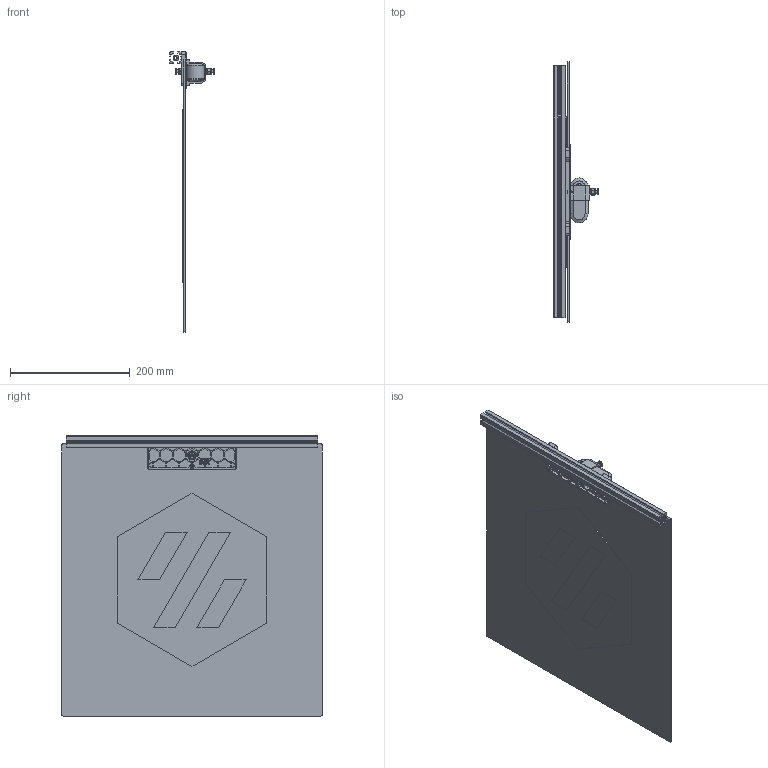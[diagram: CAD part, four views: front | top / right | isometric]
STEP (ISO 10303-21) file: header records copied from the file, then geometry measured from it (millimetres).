
FILE_DESCRIPTION(/* description */ (''),/* implementation_level */ '2;1');
FILE_NAME(/* name */ 'Exhaust_cover_SFS.step',/* time_stamp */ '2021-11-19T18:30:19+00:00',/* author */ (''),/* organization */ (''),/* preprocessor_version */ 'ST-DEVELOPER v18.1',/* originating_system */ 'Autodesk Translation Framework v10.10.0.1391',/* authorisation */ '');
FILE_SCHEMA (('AUTOMOTIVE_DESIGN { 1 0 10303 214 3 1 1 }'));
Length unit declared in the file: millimetre
Products named in the file (15): Exhaust_cover_SFS; Misumi_HFSB5_2020_420_TPW; Back_panel_assembly; Back_panel; Voron_logo; Exhaust_cover_SFS_assembly; Exhaust_cover_SFS_1; Exhaust_cover_SFS_clamp; M3_threaded_insert; M3x8_SHCS; BTT_SFS_assembly; BTT_SFS_body; BTT_SFS_top; PC4-M10; S4B-PH-SM4-TB
Assembly tree (17 placements, depth 4):
  Exhaust_cover_SFS
    Misumi_HFSB5_2020_420_TPW
    Back_panel_assembly
      Back_panel
      Voron_logo
    Exhaust_cover_SFS_assembly
      Exhaust_cover_SFS_1
      Exhaust_cover_SFS_clamp
        M3_threaded_insert  x2
      M3x8_SHCS  x2
      BTT_SFS_assembly
        BTT_SFS_body
        BTT_SFS_top
        PC4-M10  x2
        S4B-PH-SM4-TB
Bounding box: 74.15 x 434 x 467 mm (x, y, z)
Volume: 779238.6 mm3; surface area: 684768.7 mm2
Topology: 25 solids, 25 shells, 1361 faces, 3645 edges, 2383 vertices
Faces by surface type: plane 626, cylinder 394, bspline 162, cone 133, torus 44, sphere 2
Full cylindrical faces by diameter (mm): 2 x2, 2.9 x2, 3 x16, 3.4 x2, 4 x2, 4.134 x2, 4.2 x3, 4.25 x2, 4.5 x6, 4.6 x2, 4.7 x2, 5 x1, 5.5 x10, 6 x6, 6.3 x2, 6.5 x2, 8.917 x8, 9.2 x2, 9.947 x2, 10 x8, 12 x1, 14 x2, 14.5 x1
Entity records: 37543 total; most frequent: CARTESIAN_POINT 10245, ORIENTED_EDGE 5734, DIRECTION 5422, EDGE_CURVE 2867, VERTEX_POINT 1875, AXIS2_PLACEMENT_3D 1871, LINE 1680, VECTOR 1680
